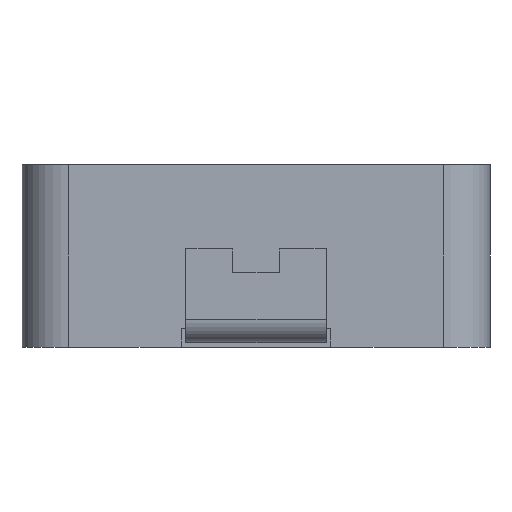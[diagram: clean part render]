
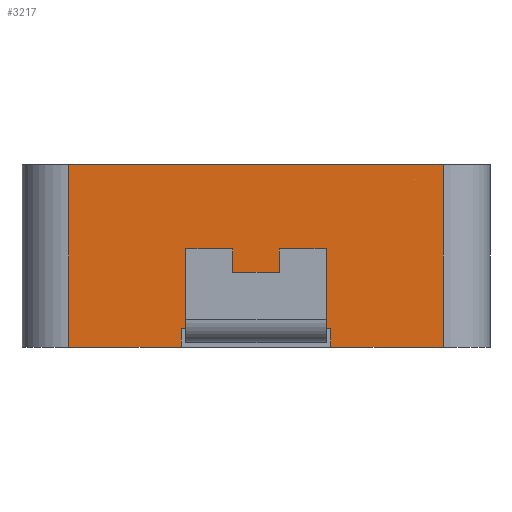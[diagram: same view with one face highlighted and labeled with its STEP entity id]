
A CAD part, left-side view. The second image highlights one B-rep face of the part: STEP entity #3217.
In plain terms, the highlighted planar face has unit normal (-1, 0, 0).
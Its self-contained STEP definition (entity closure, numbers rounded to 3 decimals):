
#61 = DIRECTION ( 'NONE',  ( 0., 1., 0. ) ) ;
#325 = VECTOR ( 'NONE', #1957, 1000. ) ;
#1113 = CARTESIAN_POINT ( 'NONE',  ( -5.25, -4., 3.9 ) ) ;
#1324 = ORIENTED_EDGE ( 'NONE', *, *, #12467, .T. ) ;
#1587 = DIRECTION ( 'NONE',  ( 0., 0., -1. ) ) ;
#1650 = CARTESIAN_POINT ( 'NONE',  ( -5.25, 4., 0. ) ) ;
#1778 = VERTEX_POINT ( 'NONE', #11928 ) ;
#1865 = VECTOR ( 'NONE', #4831, 1000. ) ;
#1932 = VERTEX_POINT ( 'NONE', #6264 ) ;
#1957 = DIRECTION ( 'NONE',  ( 0., -1., 0. ) ) ;
#1982 = EDGE_CURVE ( 'NONE', #9116, #1778, #9072, .T. ) ;
#2085 = CARTESIAN_POINT ( 'NONE',  ( -5.25, 4., 3.9 ) ) ;
#2122 = DIRECTION ( 'NONE',  ( 0., 0., 1. ) ) ;
#2181 = VECTOR ( 'NONE', #61, 1000. ) ;
#2201 = DIRECTION ( 'NONE',  ( 0., 0., -1. ) ) ;
#2234 = CARTESIAN_POINT ( 'NONE',  ( -5.25, 1.6, 0. ) ) ;
#2539 = VERTEX_POINT ( 'NONE', #11373 ) ;
#2655 = ORIENTED_EDGE ( 'NONE', *, *, #15770, .F. ) ;
#2890 = ORIENTED_EDGE ( 'NONE', *, *, #7994, .F. ) ;
#3195 = CARTESIAN_POINT ( 'NONE',  ( -5.25, -1.5, 0.4 ) ) ;
#3217 = ADVANCED_FACE ( 'NONE', ( #20227 ), #17467, .F. ) ;
#3222 = LINE ( 'NONE', #15750, #15609 ) ;
#3505 = VECTOR ( 'NONE', #1587, 1000. ) ;
#3592 = LINE ( 'NONE', #12728, #10369 ) ;
#3628 = VECTOR ( 'NONE', #18549, 1000. ) ;
#3830 = ORIENTED_EDGE ( 'NONE', *, *, #10371, .T. ) ;
#3862 = VECTOR ( 'NONE', #17110, 1000. ) ;
#3919 = VECTOR ( 'NONE', #8446, 1000. ) ;
#3986 = CARTESIAN_POINT ( 'NONE',  ( -5.25, 0.5, 2.1 ) ) ;
#4362 = CARTESIAN_POINT ( 'NONE',  ( -5.25, 1.5, 0.4 ) ) ;
#4670 = LINE ( 'NONE', #19346, #3919 ) ;
#4725 = CARTESIAN_POINT ( 'NONE',  ( -5.25, 1.6, 0.4 ) ) ;
#4755 = ORIENTED_EDGE ( 'NONE', *, *, #16621, .F. ) ;
#4831 = DIRECTION ( 'NONE',  ( 0., 1., 0. ) ) ;
#4869 = CARTESIAN_POINT ( 'NONE',  ( -5.25, 1.5, 2.1 ) ) ;
#4993 = VERTEX_POINT ( 'NONE', #2234 ) ;
#5161 = DIRECTION ( 'NONE',  ( 0., -1., 0. ) ) ;
#5898 = DIRECTION ( 'NONE',  ( 0., 1., 0. ) ) ;
#5901 = VERTEX_POINT ( 'NONE', #4362 ) ;
#6057 = EDGE_CURVE ( 'NONE', #18186, #6127, #3222, .T. ) ;
#6061 = DIRECTION ( 'NONE',  ( 0., -1., 0. ) ) ;
#6127 = VERTEX_POINT ( 'NONE', #9578 ) ;
#6264 = CARTESIAN_POINT ( 'NONE',  ( -5.25, 4., 3.9 ) ) ;
#6384 = ORIENTED_EDGE ( 'NONE', *, *, #1982, .F. ) ;
#6801 = EDGE_CURVE ( 'NONE', #14442, #4993, #19106, .T. ) ;
#6894 = VERTEX_POINT ( 'NONE', #3986 ) ;
#6929 = EDGE_CURVE ( 'NONE', #6894, #15881, #9093, .T. ) ;
#7130 = ORIENTED_EDGE ( 'NONE', *, *, #6057, .F. ) ;
#7154 = ORIENTED_EDGE ( 'NONE', *, *, #11187, .F. ) ;
#7159 = CARTESIAN_POINT ( 'NONE',  ( -5.25, -4., 0. ) ) ;
#7308 = EDGE_CURVE ( 'NONE', #5901, #8767, #10779, .T. ) ;
#7652 = DIRECTION ( 'NONE',  ( 0., 0., 1. ) ) ;
#7665 = VERTEX_POINT ( 'NONE', #11269 ) ;
#7698 = EDGE_CURVE ( 'NONE', #9281, #2539, #11980, .T. ) ;
#7883 = VECTOR ( 'NONE', #2122, 1000. ) ;
#7994 = EDGE_CURVE ( 'NONE', #1778, #18186, #19851, .T. ) ;
#8446 = DIRECTION ( 'NONE',  ( 0., 0., -1. ) ) ;
#8597 = CARTESIAN_POINT ( 'NONE',  ( -5.25, -1.6, 0.4 ) ) ;
#8767 = VERTEX_POINT ( 'NONE', #14549 ) ;
#8871 = CARTESIAN_POINT ( 'NONE',  ( -5.25, -1.5, 3.9 ) ) ;
#8971 = CARTESIAN_POINT ( 'NONE',  ( -5.25, -4., 3.9 ) ) ;
#9072 = LINE ( 'NONE', #8871, #14400 ) ;
#9093 = LINE ( 'NONE', #17404, #2181 ) ;
#9116 = VERTEX_POINT ( 'NONE', #3195 ) ;
#9276 = VECTOR ( 'NONE', #5161, 1000. ) ;
#9281 = VERTEX_POINT ( 'NONE', #9975 ) ;
#9578 = CARTESIAN_POINT ( 'NONE',  ( -5.25, -0.5, 1.6 ) ) ;
#9915 = CARTESIAN_POINT ( 'NONE',  ( -5.25, 0.5, 2.6 ) ) ;
#9919 = VECTOR ( 'NONE', #18248, 1000. ) ;
#9975 = CARTESIAN_POINT ( 'NONE',  ( -5.25, -1.6, 0.4 ) ) ;
#10199 = VECTOR ( 'NONE', #2201, 1000. ) ;
#10294 = LINE ( 'NONE', #18111, #10199 ) ;
#10343 = VECTOR ( 'NONE', #6061, 1000. ) ;
#10369 = VECTOR ( 'NONE', #16119, 1000. ) ;
#10371 = EDGE_CURVE ( 'NONE', #1932, #14442, #4670, .T. ) ;
#10779 = LINE ( 'NONE', #4725, #1865 ) ;
#10793 = VERTEX_POINT ( 'NONE', #1113 ) ;
#10880 = CARTESIAN_POINT ( 'NONE',  ( -5.25, 4., 3.9 ) ) ;
#11086 = CARTESIAN_POINT ( 'NONE',  ( -5.25, -0.5, 2.1 ) ) ;
#11089 = DIRECTION ( 'NONE',  ( 1., 0., 0. ) ) ;
#11187 = EDGE_CURVE ( 'NONE', #10793, #12643, #12274, .T. ) ;
#11269 = CARTESIAN_POINT ( 'NONE',  ( -5.25, 0.5, 1.6 ) ) ;
#11351 = EDGE_CURVE ( 'NONE', #7665, #6894, #11760, .T. ) ;
#11373 = CARTESIAN_POINT ( 'NONE',  ( -5.25, -1.6, 0. ) ) ;
#11411 = ORIENTED_EDGE ( 'NONE', *, *, #7308, .F. ) ;
#11429 = ORIENTED_EDGE ( 'NONE', *, *, #11590, .F. ) ;
#11590 = EDGE_CURVE ( 'NONE', #8767, #4993, #10294, .T. ) ;
#11760 = LINE ( 'NONE', #9915, #7883 ) ;
#11835 = ORIENTED_EDGE ( 'NONE', *, *, #19583, .F. ) ;
#11928 = CARTESIAN_POINT ( 'NONE',  ( -5.25, -1.5, 2.1 ) ) ;
#11980 = LINE ( 'NONE', #8597, #9919 ) ;
#12267 = ORIENTED_EDGE ( 'NONE', *, *, #14610, .F. ) ;
#12268 = LINE ( 'NONE', #17302, #3862 ) ;
#12274 = LINE ( 'NONE', #8971, #3628 ) ;
#12467 = EDGE_CURVE ( 'NONE', #2539, #12643, #18795, .T. ) ;
#12643 = VERTEX_POINT ( 'NONE', #7159 ) ;
#12728 = CARTESIAN_POINT ( 'NONE',  ( -5.25, -0.5, 1.6 ) ) ;
#13798 = CARTESIAN_POINT ( 'NONE',  ( -5.25, -1.5, 2.1 ) ) ;
#13944 = ORIENTED_EDGE ( 'NONE', *, *, #6801, .T. ) ;
#14285 = LINE ( 'NONE', #2085, #9276 ) ;
#14308 = LINE ( 'NONE', #4869, #3505 ) ;
#14400 = VECTOR ( 'NONE', #7652, 1000. ) ;
#14442 = VERTEX_POINT ( 'NONE', #16617 ) ;
#14549 = CARTESIAN_POINT ( 'NONE',  ( -5.25, 1.6, 0.4 ) ) ;
#14576 = CARTESIAN_POINT ( 'NONE',  ( -5.25, 4., 0. ) ) ;
#14610 = EDGE_CURVE ( 'NONE', #15881, #5901, #14308, .T. ) ;
#14989 = ORIENTED_EDGE ( 'NONE', *, *, #7698, .T. ) ;
#15609 = VECTOR ( 'NONE', #18829, 1000. ) ;
#15750 = CARTESIAN_POINT ( 'NONE',  ( -5.25, -0.5, 2.6 ) ) ;
#15770 = EDGE_CURVE ( 'NONE', #6127, #7665, #3592, .T. ) ;
#15881 = VERTEX_POINT ( 'NONE', #16835 ) ;
#16119 = DIRECTION ( 'NONE',  ( 0., 1., 0. ) ) ;
#16322 = ORIENTED_EDGE ( 'NONE', *, *, #6929, .F. ) ;
#16545 = ORIENTED_EDGE ( 'NONE', *, *, #11351, .F. ) ;
#16582 = AXIS2_PLACEMENT_3D ( 'NONE', #10880, #11089, #17167 ) ;
#16617 = CARTESIAN_POINT ( 'NONE',  ( -5.25, 4., 0. ) ) ;
#16621 = EDGE_CURVE ( 'NONE', #9281, #9116, #12268, .T. ) ;
#16835 = CARTESIAN_POINT ( 'NONE',  ( -5.25, 1.5, 2.1 ) ) ;
#17110 = DIRECTION ( 'NONE',  ( 0., 1., 0. ) ) ;
#17167 = DIRECTION ( 'NONE',  ( 0., 1., 0. ) ) ;
#17302 = CARTESIAN_POINT ( 'NONE',  ( -5.25, 1.6, 0.4 ) ) ;
#17404 = CARTESIAN_POINT ( 'NONE',  ( -5.25, -1.5, 2.1 ) ) ;
#17467 = PLANE ( 'NONE',  #16582 ) ;
#18111 = CARTESIAN_POINT ( 'NONE',  ( -5.25, 1.6, 0.4 ) ) ;
#18186 = VERTEX_POINT ( 'NONE', #11086 ) ;
#18248 = DIRECTION ( 'NONE',  ( 0., 0., -1. ) ) ;
#18549 = DIRECTION ( 'NONE',  ( 0., 0., -1. ) ) ;
#18795 = LINE ( 'NONE', #1650, #10343 ) ;
#18829 = DIRECTION ( 'NONE',  ( 0., 0., -1. ) ) ;
#19106 = LINE ( 'NONE', #14576, #325 ) ;
#19116 = VECTOR ( 'NONE', #5898, 1000. ) ;
#19346 = CARTESIAN_POINT ( 'NONE',  ( -5.25, 4., 3.9 ) ) ;
#19583 = EDGE_CURVE ( 'NONE', #1932, #10793, #14285, .T. ) ;
#19851 = LINE ( 'NONE', #13798, #19116 ) ;
#20208 = EDGE_LOOP ( 'NONE', ( #16322, #16545, #2655, #7130, #2890, #6384, #4755, #14989, #1324, #7154, #11835, #3830, #13944, #11429, #11411, #12267 ) ) ;
#20227 = FACE_OUTER_BOUND ( 'NONE', #20208, .T. ) ;
